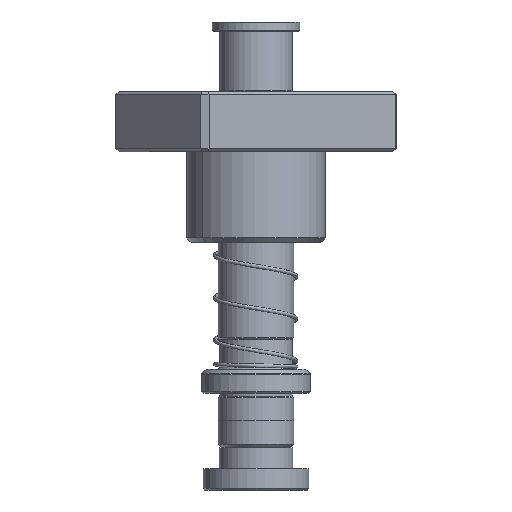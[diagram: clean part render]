
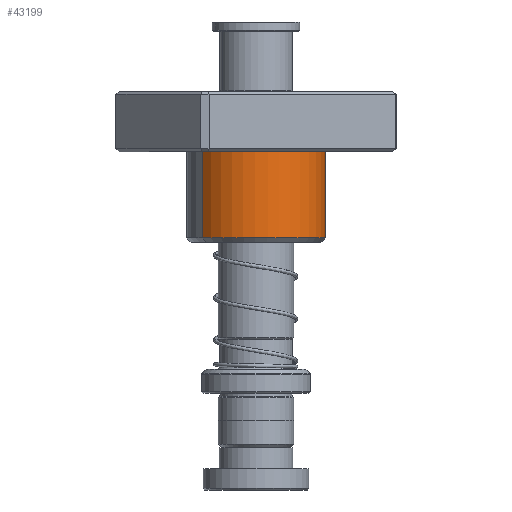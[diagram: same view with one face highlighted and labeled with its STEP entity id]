
A CAD part, front view. The second image highlights one B-rep face of the part: STEP entity #43199.
In plain terms, the highlighted cylindrical face has radius 23 mm (diameter 46 mm), a partial arc.
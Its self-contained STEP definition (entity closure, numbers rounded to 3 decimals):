
#1000 = EDGE_CURVE ( 'NONE', #20363, #29531, #33755, .T. ) ;
#1698 = DIRECTION ( 'NONE',  ( 1., 0., 0. ) ) ;
#1947 = VECTOR ( 'NONE', #24582, 1000. ) ;
#4404 = VECTOR ( 'NONE', #37652, 1000. ) ;
#6316 = VERTEX_POINT ( 'NONE', #36520 ) ;
#6649 = CARTESIAN_POINT ( 'NONE',  ( 0., 0., 50. ) ) ;
#6796 = DIRECTION ( 'NONE',  ( -1., 0., 0. ) ) ;
#7286 = EDGE_CURVE ( 'NONE', #20363, #6316, #12242, .T. ) ;
#7857 = EDGE_CURVE ( 'NONE', #11007, #29531, #35727, .T. ) ;
#8454 = AXIS2_PLACEMENT_3D ( 'NONE', #18497, #15619, #25249 ) ;
#8474 = DIRECTION ( 'NONE',  ( 0., 0., 1. ) ) ;
#10727 = EDGE_CURVE ( 'NONE', #6316, #42200, #17970, .T. ) ;
#11007 = VERTEX_POINT ( 'NONE', #15997 ) ;
#11521 = ORIENTED_EDGE ( 'NONE', *, *, #10727, .T. ) ;
#11594 = DIRECTION ( 'NONE',  ( 1., 0., 0. ) ) ;
#12046 = CIRCLE ( 'NONE', #18999, 23. ) ;
#12242 = CIRCLE ( 'NONE', #8454, 23. ) ;
#14466 = AXIS2_PLACEMENT_3D ( 'NONE', #25093, #8474, #11594 ) ;
#15619 = DIRECTION ( 'NONE',  ( 0., 0., -1. ) ) ;
#15997 = CARTESIAN_POINT ( 'NONE',  ( 0., -23., 20. ) ) ;
#16904 = CARTESIAN_POINT ( 'NONE',  ( 23., 0., 50. ) ) ;
#17970 = LINE ( 'NONE', #27552, #1947 ) ;
#18497 = CARTESIAN_POINT ( 'NONE',  ( 0., 0., 48.5 ) ) ;
#18999 = AXIS2_PLACEMENT_3D ( 'NONE', #32022, #25902, #1698 ) ;
#20081 = DIRECTION ( 'NONE',  ( 0., 0., -1. ) ) ;
#20363 = VERTEX_POINT ( 'NONE', #31396 ) ;
#20882 = FACE_OUTER_BOUND ( 'NONE', #43742, .T. ) ;
#21966 = CARTESIAN_POINT ( 'NONE',  ( 23., 0., 20. ) ) ;
#24569 = CARTESIAN_POINT ( 'NONE',  ( -23., 0., 20. ) ) ;
#24582 = DIRECTION ( 'NONE',  ( 0., 0., -1. ) ) ;
#25093 = CARTESIAN_POINT ( 'NONE',  ( 0., 0., 20. ) ) ;
#25249 = DIRECTION ( 'NONE',  ( 1., 0., 0. ) ) ;
#25733 = EDGE_CURVE ( 'NONE', #42200, #11007, #12046, .T. ) ;
#25902 = DIRECTION ( 'NONE',  ( 0., 0., 1. ) ) ;
#26661 = AXIS2_PLACEMENT_3D ( 'NONE', #6649, #20081, #6796 ) ;
#27552 = CARTESIAN_POINT ( 'NONE',  ( -23., 0., 50. ) ) ;
#27636 = ORIENTED_EDGE ( 'NONE', *, *, #7857, .T. ) ;
#29531 = VERTEX_POINT ( 'NONE', #21966 ) ;
#31160 = ORIENTED_EDGE ( 'NONE', *, *, #7286, .T. ) ;
#31396 = CARTESIAN_POINT ( 'NONE',  ( 23., 0., 48.5 ) ) ;
#32022 = CARTESIAN_POINT ( 'NONE',  ( 0., 0., 20. ) ) ;
#32098 = CYLINDRICAL_SURFACE ( 'NONE', #26661, 23. ) ;
#33755 = LINE ( 'NONE', #16904, #4404 ) ;
#34709 = ORIENTED_EDGE ( 'NONE', *, *, #1000, .F. ) ;
#35727 = CIRCLE ( 'NONE', #14466, 23. ) ;
#36520 = CARTESIAN_POINT ( 'NONE',  ( -23., 0., 48.5 ) ) ;
#36961 = ORIENTED_EDGE ( 'NONE', *, *, #25733, .T. ) ;
#37652 = DIRECTION ( 'NONE',  ( 0., 0., -1. ) ) ;
#42200 = VERTEX_POINT ( 'NONE', #24569 ) ;
#43199 = ADVANCED_FACE ( 'NONE', ( #20882 ), #32098, .T. ) ;
#43742 = EDGE_LOOP ( 'NONE', ( #34709, #31160, #11521, #36961, #27636 ) ) ;
